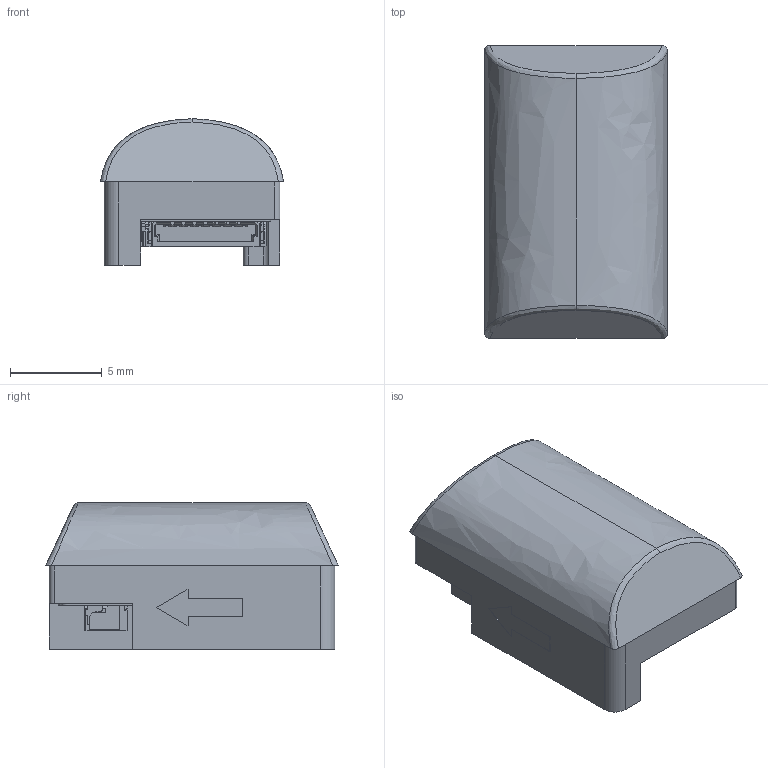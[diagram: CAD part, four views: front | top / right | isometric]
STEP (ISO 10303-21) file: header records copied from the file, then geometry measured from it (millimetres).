
FILE_DESCRIPTION((''),'2;1');
FILE_NAME('1610','2025-07-23T19:34:42',('hesifan'),(''),'CREO PARAMETRIC BY PTC INC, 2022073','CREO PARAMETRIC BY PTC INC, 2022073','');
FILE_SCHEMA(('CONFIG_CONTROL_DESIGN'));
Length unit declared in the file: millimetre
Products named in the file (1): 1610
Bounding box: 10 x 16 x 8 mm (x, y, z)
Volume: 814.2 mm3; surface area: 783.9 mm2
Topology: 1 solids, 1 shells, 837 faces, 2514 edges, 1668 vertices
Faces by surface type: plane 685, cylinder 146, bspline 4, extrusion 2
Entity records: 28500 total; most frequent: CARTESIAN_POINT 5551, ORIENTED_EDGE 5028, DIRECTION 4450, EDGE_CURVE 2514, VECTOR 2200, LINE 2198, VERTEX_POINT 1668, AXIS2_PLACEMENT_3D 1125
